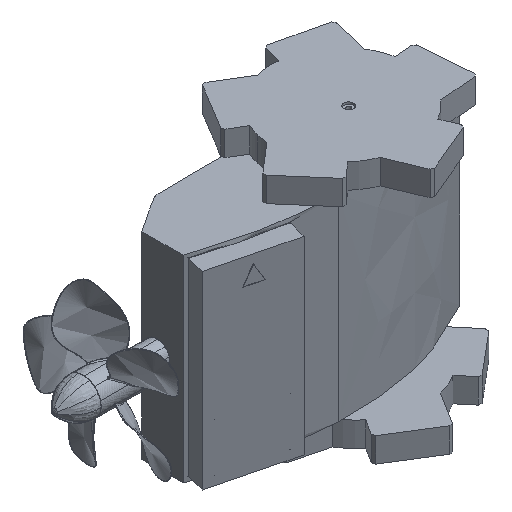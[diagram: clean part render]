
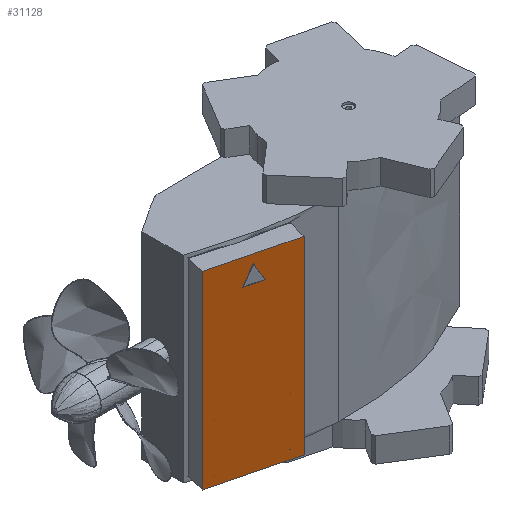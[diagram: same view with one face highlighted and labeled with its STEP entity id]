
A CAD part, isometric view. The second image highlights one B-rep face of the part: STEP entity #31128.
In plain terms, the highlighted face is planar.
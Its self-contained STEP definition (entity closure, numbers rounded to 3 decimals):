
#585 = EDGE_CURVE ( 'NONE', #16603, #22626, #33558, .T. ) ;
#996 = VECTOR ( 'NONE', #32853, 1000. ) ;
#1452 = CARTESIAN_POINT ( 'NONE',  ( 0., 0., 0. ) ) ;
#1611 = DIRECTION ( 'NONE',  ( 0.863, 0., 0.505 ) ) ;
#2604 = ORIENTED_EDGE ( 'NONE', *, *, #28128, .F. ) ;
#3238 = ORIENTED_EDGE ( 'NONE', *, *, #585, .F. ) ;
#3490 = DIRECTION ( 'NONE',  ( 1., 0., 0. ) ) ;
#4087 = PLANE ( 'NONE',  #27251 ) ;
#4453 = CARTESIAN_POINT ( 'NONE',  ( 17.434, 0., 0. ) ) ;
#4828 = LINE ( 'NONE', #15856, #19911 ) ;
#4953 = CARTESIAN_POINT ( 'NONE',  ( 17.434, 0., 0. ) ) ;
#4971 = DIRECTION ( 'NONE',  ( 0., -1., 0. ) ) ;
#5186 = DIRECTION ( 'NONE',  ( -1., 0., 0. ) ) ;
#5226 = CARTESIAN_POINT ( 'NONE',  ( -19.2, 0., 8.51 ) ) ;
#5522 = VERTEX_POINT ( 'NONE', #19472 ) ;
#6564 = VECTOR ( 'NONE', #3490, 1000. ) ;
#7209 = EDGE_CURVE ( 'NONE', #27791, #16757, #15866, .T. ) ;
#7638 = FACE_OUTER_BOUND ( 'NONE', #24179, .T. ) ;
#7822 = DIRECTION ( 'NONE',  ( 0., 0., -1. ) ) ;
#8150 = DIRECTION ( 'NONE',  ( -0.889, 0., 0.459 ) ) ;
#8182 = LINE ( 'NONE', #10845, #996 ) ;
#8944 = ORIENTED_EDGE ( 'NONE', *, *, #21253, .F. ) ;
#10484 = ORIENTED_EDGE ( 'NONE', *, *, #23536, .F. ) ;
#10845 = CARTESIAN_POINT ( 'NONE',  ( 13.999, 0., 1.774 ) ) ;
#11096 = CARTESIAN_POINT ( 'NONE',  ( 19.2, 0., 8.51 ) ) ;
#12708 = VECTOR ( 'NONE', #8150, 1000. ) ;
#13399 = CARTESIAN_POINT ( 'NONE',  ( 13.999, 0., -2.012 ) ) ;
#15704 = VECTOR ( 'NONE', #1611, 1000. ) ;
#15856 = CARTESIAN_POINT ( 'NONE',  ( -19.2, 0., -8.51 ) ) ;
#15866 = LINE ( 'NONE', #24201, #34306 ) ;
#15961 = VERTEX_POINT ( 'NONE', #33155 ) ;
#16578 = DIRECTION ( 'NONE',  ( 0., 0., -1. ) ) ;
#16603 = VERTEX_POINT ( 'NONE', #13399 ) ;
#16757 = VERTEX_POINT ( 'NONE', #5226 ) ;
#17139 = CARTESIAN_POINT ( 'NONE',  ( -19.2, 0., -8.51 ) ) ;
#17895 = ORIENTED_EDGE ( 'NONE', *, *, #28751, .F. ) ;
#17961 = ORIENTED_EDGE ( 'NONE', *, *, #7209, .F. ) ;
#18474 = FACE_BOUND ( 'NONE', #21593, .T. ) ;
#18792 = VECTOR ( 'NONE', #16578, 1000. ) ;
#18980 = EDGE_CURVE ( 'NONE', #22626, #15961, #29303, .T. ) ;
#19472 = CARTESIAN_POINT ( 'NONE',  ( 19.2, 0., -8.51 ) ) ;
#19831 = CARTESIAN_POINT ( 'NONE',  ( -19.2, 0., 8.51 ) ) ;
#19911 = VECTOR ( 'NONE', #5186, 1000. ) ;
#21194 = DIRECTION ( 'NONE',  ( 0., 0., 1. ) ) ;
#21253 = EDGE_CURVE ( 'NONE', #16757, #27803, #33676, .T. ) ;
#21593 = EDGE_LOOP ( 'NONE', ( #24649, #3238, #10484 ) ) ;
#22475 = CARTESIAN_POINT ( 'NONE',  ( 19.2, 0., 8.51 ) ) ;
#22626 = VERTEX_POINT ( 'NONE', #4453 ) ;
#22924 = CARTESIAN_POINT ( 'NONE',  ( 17.434, 0., 0. ) ) ;
#23536 = EDGE_CURVE ( 'NONE', #15961, #16603, #8182, .T. ) ;
#24179 = EDGE_LOOP ( 'NONE', ( #17895, #8944, #17961, #2604 ) ) ;
#24201 = CARTESIAN_POINT ( 'NONE',  ( -19.2, 0., 8.51 ) ) ;
#24649 = ORIENTED_EDGE ( 'NONE', *, *, #18980, .F. ) ;
#24931 = LINE ( 'NONE', #11096, #18792 ) ;
#27251 = AXIS2_PLACEMENT_3D ( 'NONE', #1452, #4971, #7822 ) ;
#27791 = VERTEX_POINT ( 'NONE', #17139 ) ;
#27803 = VERTEX_POINT ( 'NONE', #22475 ) ;
#28128 = EDGE_CURVE ( 'NONE', #5522, #27791, #4828, .T. ) ;
#28751 = EDGE_CURVE ( 'NONE', #27803, #5522, #24931, .T. ) ;
#29303 = LINE ( 'NONE', #4953, #12708 ) ;
#31128 = ADVANCED_FACE ( 'NONE', ( #7638, #18474 ), #4087, .T. ) ;
#32853 = DIRECTION ( 'NONE',  ( 0., 0., -1. ) ) ;
#33155 = CARTESIAN_POINT ( 'NONE',  ( 13.999, 0., 1.774 ) ) ;
#33558 = LINE ( 'NONE', #22924, #15704 ) ;
#33676 = LINE ( 'NONE', #19831, #6564 ) ;
#34306 = VECTOR ( 'NONE', #21194, 1000. ) ;
